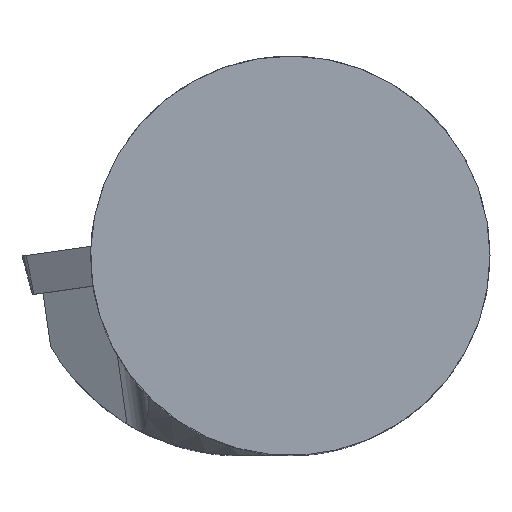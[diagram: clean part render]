
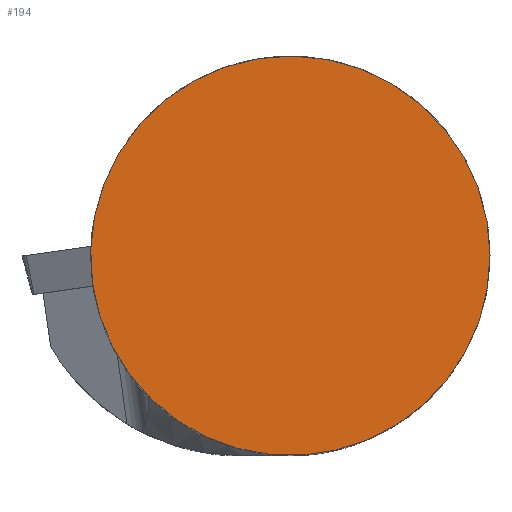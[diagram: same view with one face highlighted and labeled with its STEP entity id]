
A CAD part, top view. The second image highlights one B-rep face of the part: STEP entity #194.
In plain terms, the highlighted planar face has unit normal (0, 0, 1).
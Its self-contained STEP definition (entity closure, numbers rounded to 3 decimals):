
#147=PLANE('',#1356);
#194=ADVANCED_FACE('',(#280),#147,.T.);
#280=FACE_OUTER_BOUND('',#340,.T.);
#340=EDGE_LOOP('',(#652));
#652=ORIENTED_EDGE('',*,*,#1080,.T.);
#962=VERTEX_POINT('',#1991);
#1080=EDGE_CURVE('',#962,#962,#1216,.T.);
#1216=CIRCLE('',#1349,20.);
#1349=AXIS2_PLACEMENT_3D('',#1990,#1530,#1531);
#1356=AXIS2_PLACEMENT_3D('',#2012,#1551,#1552);
#1530=DIRECTION('',(0.,0.,1.));
#1531=DIRECTION('',(1.,0.,0.));
#1551=DIRECTION('',(0.,0.,1.));
#1552=DIRECTION('',(-1.,0.,0.));
#1990=CARTESIAN_POINT('',(0.,0.,0.));
#1991=CARTESIAN_POINT('',(20.,0.,0.));
#2012=CARTESIAN_POINT('',(0.,0.,0.));
